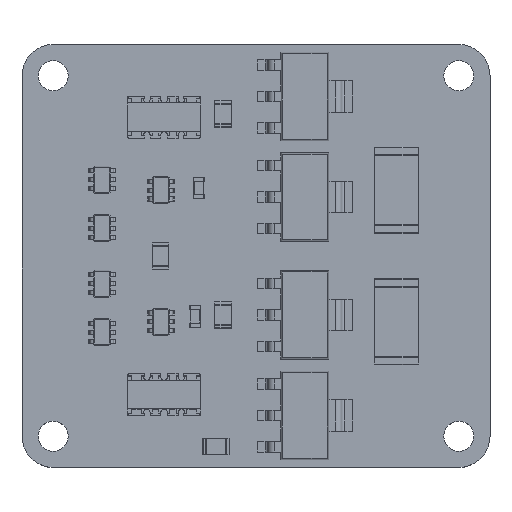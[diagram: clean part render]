
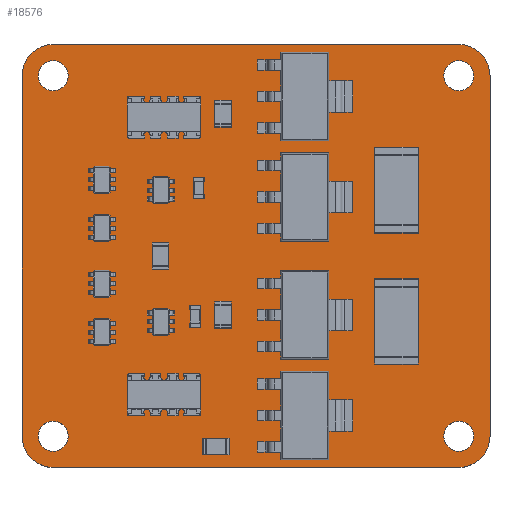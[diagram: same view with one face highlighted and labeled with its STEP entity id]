
A CAD part, top view. The second image highlights one B-rep face of the part: STEP entity #18576.
In plain terms, the highlighted planar face has unit normal (0, 0, 1).
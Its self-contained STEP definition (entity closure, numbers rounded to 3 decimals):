
#18383 = VERTEX_POINT('',#18384);
#18384 = CARTESIAN_POINT('',(140.208,-86.106,1.6));
#18390 = EDGE_CURVE('',#18383,#18391,#18393,.T.);
#18391 = VERTEX_POINT('',#18392);
#18392 = CARTESIAN_POINT('',(142.494,-88.392,1.6));
#18393 = CIRCLE('',#18394,2.286);
#18394 = AXIS2_PLACEMENT_3D('',#18395,#18396,#18397);
#18395 = CARTESIAN_POINT('',(140.208,-88.392,1.6));
#18396 = DIRECTION('',(0.,0.,-1.));
#18397 = DIRECTION('',(0.,1.,0.));
#18425 = VERTEX_POINT('',#18426);
#18426 = CARTESIAN_POINT('',(110.49,-86.106,1.6));
#18432 = EDGE_CURVE('',#18425,#18383,#18433,.T.);
#18433 = LINE('',#18434,#18435);
#18434 = CARTESIAN_POINT('',(110.49,-86.106,1.6));
#18435 = VECTOR('',#18436,1.);
#18436 = DIRECTION('',(1.,0.,0.));
#18454 = EDGE_CURVE('',#18391,#18455,#18457,.T.);
#18455 = VERTEX_POINT('',#18456);
#18456 = CARTESIAN_POINT('',(142.494,-114.808,1.6));
#18457 = LINE('',#18458,#18459);
#18458 = CARTESIAN_POINT('',(142.494,-88.392,1.6));
#18459 = VECTOR('',#18460,1.);
#18460 = DIRECTION('',(0.,-1.,0.));
#18576 = ADVANCED_FACE('',(#18577,#18623,#18634,#18645,#18656),#18667,
  .F.);
#18577 = FACE_BOUND('',#18578,.F.);
#18578 = EDGE_LOOP('',(#18579,#18580,#18581,#18590,#18598,#18607,#18615,
    #18622));
#18579 = ORIENTED_EDGE('',*,*,#18390,.T.);
#18580 = ORIENTED_EDGE('',*,*,#18454,.T.);
#18581 = ORIENTED_EDGE('',*,*,#18582,.T.);
#18582 = EDGE_CURVE('',#18455,#18583,#18585,.T.);
#18583 = VERTEX_POINT('',#18584);
#18584 = CARTESIAN_POINT('',(140.208,-117.094,1.6));
#18585 = CIRCLE('',#18586,2.286);
#18586 = AXIS2_PLACEMENT_3D('',#18587,#18588,#18589);
#18587 = CARTESIAN_POINT('',(140.208,-114.808,1.6));
#18588 = DIRECTION('',(0.,0.,-1.));
#18589 = DIRECTION('',(1.,0.,0.));
#18590 = ORIENTED_EDGE('',*,*,#18591,.T.);
#18591 = EDGE_CURVE('',#18583,#18592,#18594,.T.);
#18592 = VERTEX_POINT('',#18593);
#18593 = CARTESIAN_POINT('',(110.49,-117.094,1.6));
#18594 = LINE('',#18595,#18596);
#18595 = CARTESIAN_POINT('',(140.208,-117.094,1.6));
#18596 = VECTOR('',#18597,1.);
#18597 = DIRECTION('',(-1.,0.,0.));
#18598 = ORIENTED_EDGE('',*,*,#18599,.T.);
#18599 = EDGE_CURVE('',#18592,#18600,#18602,.T.);
#18600 = VERTEX_POINT('',#18601);
#18601 = CARTESIAN_POINT('',(108.204,-114.808,1.6));
#18602 = CIRCLE('',#18603,2.286);
#18603 = AXIS2_PLACEMENT_3D('',#18604,#18605,#18606);
#18604 = CARTESIAN_POINT('',(110.49,-114.808,1.6));
#18605 = DIRECTION('',(0.,0.,-1.));
#18606 = DIRECTION('',(0.,-1.,-0.));
#18607 = ORIENTED_EDGE('',*,*,#18608,.T.);
#18608 = EDGE_CURVE('',#18600,#18609,#18611,.T.);
#18609 = VERTEX_POINT('',#18610);
#18610 = CARTESIAN_POINT('',(108.204,-88.392,1.6));
#18611 = LINE('',#18612,#18613);
#18612 = CARTESIAN_POINT('',(108.204,-114.808,1.6));
#18613 = VECTOR('',#18614,1.);
#18614 = DIRECTION('',(0.,1.,0.));
#18615 = ORIENTED_EDGE('',*,*,#18616,.T.);
#18616 = EDGE_CURVE('',#18609,#18425,#18617,.T.);
#18617 = CIRCLE('',#18618,2.286);
#18618 = AXIS2_PLACEMENT_3D('',#18619,#18620,#18621);
#18619 = CARTESIAN_POINT('',(110.49,-88.392,1.6));
#18620 = DIRECTION('',(0.,0.,-1.));
#18621 = DIRECTION('',(-1.,0.,0.));
#18622 = ORIENTED_EDGE('',*,*,#18432,.T.);
#18623 = FACE_BOUND('',#18624,.F.);
#18624 = EDGE_LOOP('',(#18625));
#18625 = ORIENTED_EDGE('',*,*,#18626,.F.);
#18626 = EDGE_CURVE('',#18627,#18627,#18629,.T.);
#18627 = VERTEX_POINT('',#18628);
#18628 = CARTESIAN_POINT('',(140.208,-115.908,1.6));
#18629 = CIRCLE('',#18630,1.1);
#18630 = AXIS2_PLACEMENT_3D('',#18631,#18632,#18633);
#18631 = CARTESIAN_POINT('',(140.208,-114.808,1.6));
#18632 = DIRECTION('',(-0.,0.,-1.));
#18633 = DIRECTION('',(-0.,-1.,0.));
#18634 = FACE_BOUND('',#18635,.F.);
#18635 = EDGE_LOOP('',(#18636));
#18636 = ORIENTED_EDGE('',*,*,#18637,.F.);
#18637 = EDGE_CURVE('',#18638,#18638,#18640,.T.);
#18638 = VERTEX_POINT('',#18639);
#18639 = CARTESIAN_POINT('',(110.49,-115.908,1.6));
#18640 = CIRCLE('',#18641,1.1);
#18641 = AXIS2_PLACEMENT_3D('',#18642,#18643,#18644);
#18642 = CARTESIAN_POINT('',(110.49,-114.808,1.6));
#18643 = DIRECTION('',(-0.,0.,-1.));
#18644 = DIRECTION('',(0.,-1.,0.));
#18645 = FACE_BOUND('',#18646,.F.);
#18646 = EDGE_LOOP('',(#18647));
#18647 = ORIENTED_EDGE('',*,*,#18648,.F.);
#18648 = EDGE_CURVE('',#18649,#18649,#18651,.T.);
#18649 = VERTEX_POINT('',#18650);
#18650 = CARTESIAN_POINT('',(140.208,-89.492,1.6));
#18651 = CIRCLE('',#18652,1.1);
#18652 = AXIS2_PLACEMENT_3D('',#18653,#18654,#18655);
#18653 = CARTESIAN_POINT('',(140.208,-88.392,1.6));
#18654 = DIRECTION('',(-0.,0.,-1.));
#18655 = DIRECTION('',(-0.,-1.,0.));
#18656 = FACE_BOUND('',#18657,.F.);
#18657 = EDGE_LOOP('',(#18658));
#18658 = ORIENTED_EDGE('',*,*,#18659,.F.);
#18659 = EDGE_CURVE('',#18660,#18660,#18662,.T.);
#18660 = VERTEX_POINT('',#18661);
#18661 = CARTESIAN_POINT('',(110.49,-89.492,1.6));
#18662 = CIRCLE('',#18663,1.1);
#18663 = AXIS2_PLACEMENT_3D('',#18664,#18665,#18666);
#18664 = CARTESIAN_POINT('',(110.49,-88.392,1.6));
#18665 = DIRECTION('',(-0.,0.,-1.));
#18666 = DIRECTION('',(0.,-1.,0.));
#18667 = PLANE('',#18668);
#18668 = AXIS2_PLACEMENT_3D('',#18669,#18670,#18671);
#18669 = CARTESIAN_POINT('',(125.349,-101.6,1.6));
#18670 = DIRECTION('',(-0.,-0.,-1.));
#18671 = DIRECTION('',(-1.,0.,0.));
